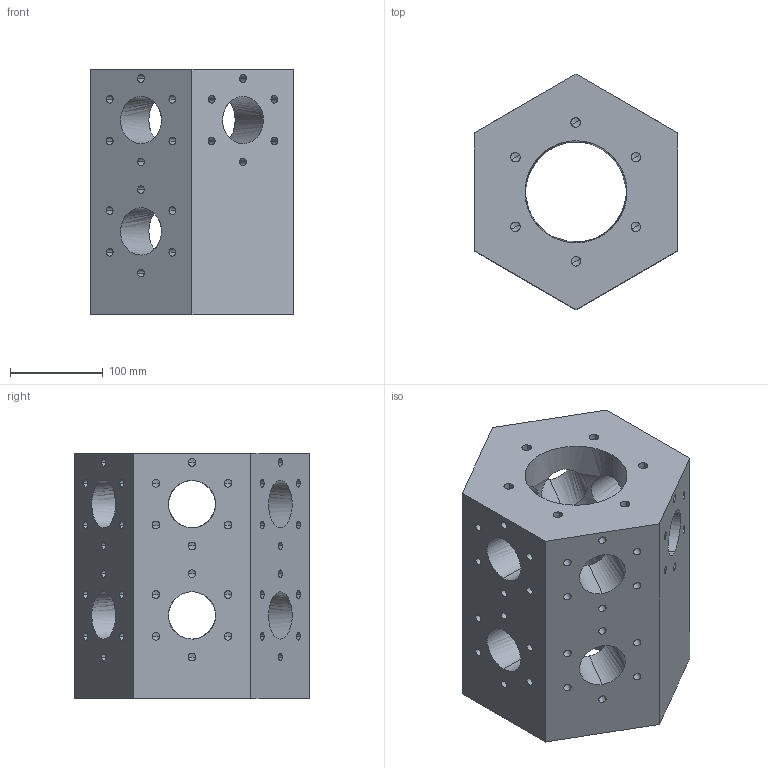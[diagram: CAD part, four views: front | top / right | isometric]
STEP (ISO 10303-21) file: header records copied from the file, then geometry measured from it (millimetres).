
FILE_DESCRIPTION (( 'STEP AP203' ), '1' );
FILE_NAME ('686-02 distribuidor MP hexagonal.STEP', '2021-07-21T19:14:36', ( '' ), ( '' ), 'SwSTEP 2.0', 'SolidWorks 2018', '' );
FILE_SCHEMA (( 'CONFIG_CONTROL_DESIGN' ));
Length unit declared in the file: millimetre
Products named in the file (1): 686-02 distribuidor MP hexagonal
Bounding box: 220 x 254.03 x 265 mm (x, y, z)
Volume: 7149300.6 mm3; surface area: 464348.6 mm2
Topology: 1 solids, 1 shells, 316 faces, 1088 edges, 709 vertices
Faces by surface type: bspline 316
Entity records: 20334 total; most frequent: CARTESIAN_POINT 14755, ORIENTED_EDGE 1920, EDGE_CURVE 960, B_SPLINE_CURVE_WITH_KNOTS 766, VERTEX_POINT 709, EDGE_LOOP 405, FACE_OUTER_BOUND 316, ADVANCED_FACE 316
